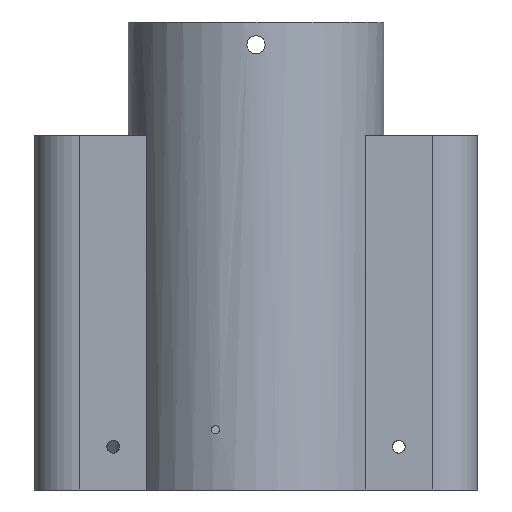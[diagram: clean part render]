
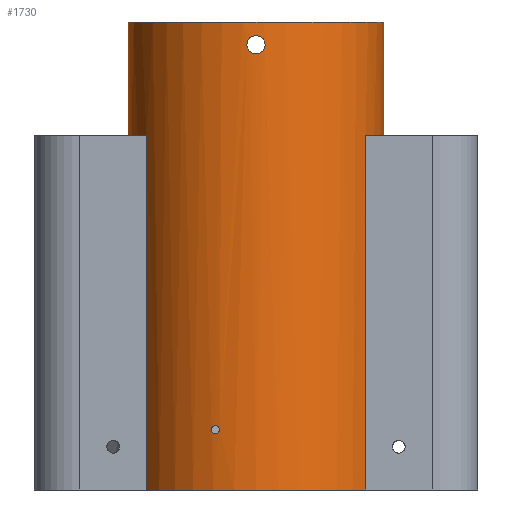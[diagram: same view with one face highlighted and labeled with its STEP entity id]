
A CAD part, front view. The second image highlights one B-rep face of the part: STEP entity #1730.
In plain terms, the highlighted cylindrical face has radius 28.15 mm (diameter 56.3 mm), a full revolution.
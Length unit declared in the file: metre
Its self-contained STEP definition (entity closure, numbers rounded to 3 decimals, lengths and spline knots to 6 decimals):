
#109=LINE('',#2877,#243);
#110=LINE('',#2879,#244);
#111=LINE('',#2883,#245);
#112=LINE('',#2884,#246);
#243=VECTOR('',#2163,1.);
#244=VECTOR('',#2164,1.);
#245=VECTOR('',#2167,1.);
#246=VECTOR('',#2168,1.);
#346=B_SPLINE_CURVE_WITH_KNOTS('',3,(#2839,#2840,#2841,#2842,#2843,#2844,
#2845,#2846,#2847,#2848,#2849),.UNSPECIFIED.,.T.,.F.,(1,1,1,1,1,1,1,1,1,
1,1,1,1,1,1),(-0.002167,-0.001445,-0.000722,
0.,0.000722,0.001445,0.002167,0.002889,
0.003611,0.004334,0.005056,0.005778,
0.0065,0.007223,0.007945),
 .UNSPECIFIED.);
#347=B_SPLINE_CURVE_WITH_KNOTS('',3,(#2851,#2852,#2853,#2854,#2855,#2856,
#2857,#2858,#2859,#2860,#2861),.UNSPECIFIED.,.T.,.F.,(1,1,1,1,1,1,1,1,1,
1,1,1,1,1,1),(-0.004691,-0.003127,-0.001564,
0.,0.001564,0.003127,0.004691,
0.006254,0.007818,0.009381,0.010945,
0.012508,0.014072,0.015635,0.017199),
 .UNSPECIFIED.);
#348=B_SPLINE_CURVE_WITH_KNOTS('',3,(#2863,#2864,#2865,#2866,#2867,#2868,
#2869,#2870,#2871,#2872,#2873),.UNSPECIFIED.,.T.,.F.,(1,1,1,1,1,1,1,1,1,
1,1,1,1,1,1),(-0.004691,-0.003127,-0.001564,
0.,0.001564,0.003127,0.004691,
0.006254,0.007818,0.009381,0.010945,
0.012508,0.014072,0.015635,0.017199),
 .UNSPECIFIED.);
#460=ORIENTED_EDGE('',*,*,#936,.T.);
#461=ORIENTED_EDGE('',*,*,#937,.T.);
#462=ORIENTED_EDGE('',*,*,#938,.T.);
#463=ORIENTED_EDGE('',*,*,#939,.F.);
#464=ORIENTED_EDGE('',*,*,#940,.F.);
#465=ORIENTED_EDGE('',*,*,#867,.T.);
#466=ORIENTED_EDGE('',*,*,#941,.T.);
#467=ORIENTED_EDGE('',*,*,#942,.T.);
#468=ORIENTED_EDGE('',*,*,#943,.F.);
#469=ORIENTED_EDGE('',*,*,#873,.T.);
#470=ORIENTED_EDGE('',*,*,#944,.T.);
#471=ORIENTED_EDGE('',*,*,#945,.T.);
#867=EDGE_CURVE('',#1109,#1108,#1269,.T.);
#873=EDGE_CURVE('',#1115,#1114,#1272,.T.);
#936=EDGE_CURVE('',#1175,#1175,#346,.T.);
#937=EDGE_CURVE('',#1176,#1176,#347,.T.);
#938=EDGE_CURVE('',#1177,#1177,#348,.T.);
#939=EDGE_CURVE('',#1178,#1178,#1301,.T.);
#940=EDGE_CURVE('',#1109,#1179,#109,.T.);
#941=EDGE_CURVE('',#1108,#1180,#110,.T.);
#942=EDGE_CURVE('',#1180,#1181,#1302,.T.);
#943=EDGE_CURVE('',#1115,#1181,#111,.T.);
#944=EDGE_CURVE('',#1114,#1182,#112,.T.);
#945=EDGE_CURVE('',#1182,#1179,#1303,.T.);
#1108=VERTEX_POINT('',#2686);
#1109=VERTEX_POINT('',#2688);
#1114=VERTEX_POINT('',#2698);
#1115=VERTEX_POINT('',#2700);
#1175=VERTEX_POINT('',#2850);
#1176=VERTEX_POINT('',#2862);
#1177=VERTEX_POINT('',#2874);
#1178=VERTEX_POINT('',#2876);
#1179=VERTEX_POINT('',#2878);
#1180=VERTEX_POINT('',#2880);
#1181=VERTEX_POINT('',#2882);
#1182=VERTEX_POINT('',#2885);
#1269=CIRCLE('',#1842,0.02815);
#1272=CIRCLE('',#1845,0.02815);
#1301=CIRCLE('',#1882,0.02815);
#1302=CIRCLE('',#1883,0.02815);
#1303=CIRCLE('',#1884,0.02815);
#1376=EDGE_LOOP('',(#460));
#1377=EDGE_LOOP('',(#461));
#1378=EDGE_LOOP('',(#462));
#1379=EDGE_LOOP('',(#463));
#1380=EDGE_LOOP('',(#464,#465,#466,#467,#468,#469,#470,#471));
#1546=FACE_BOUND('',#1376,.T.);
#1547=FACE_BOUND('',#1377,.T.);
#1548=FACE_BOUND('',#1378,.T.);
#1549=FACE_BOUND('',#1379,.T.);
#1550=FACE_BOUND('',#1380,.T.);
#1687=CYLINDRICAL_SURFACE('',#1881,0.02815);
#1730=ADVANCED_FACE('',(#1546,#1547,#1548,#1549,#1550),#1687,.T.);
#1842=AXIS2_PLACEMENT_3D('',#2687,#2049,#2050);
#1845=AXIS2_PLACEMENT_3D('',#2699,#2058,#2059);
#1881=AXIS2_PLACEMENT_3D('',#2838,#2159,#2160);
#1882=AXIS2_PLACEMENT_3D('',#2875,#2161,#2162);
#1883=AXIS2_PLACEMENT_3D('',#2881,#2165,#2166);
#1884=AXIS2_PLACEMENT_3D('',#2886,#2169,#2170);
#2049=DIRECTION('',(0.,0.,1.));
#2050=DIRECTION('',(1.,0.,0.));
#2058=DIRECTION('',(0.,0.,1.));
#2059=DIRECTION('',(1.,0.,0.));
#2159=DIRECTION('',(0.,0.,-1.));
#2160=DIRECTION('',(-1.,0.,0.));
#2161=DIRECTION('',(0.,0.,1.));
#2162=DIRECTION('',(1.,0.,0.));
#2163=DIRECTION('',(0.,0.,1.));
#2164=DIRECTION('',(0.,0.,1.));
#2165=DIRECTION('',(0.,0.,1.));
#2166=DIRECTION('',(1.,0.,0.));
#2167=DIRECTION('',(0.,0.,1.));
#2168=DIRECTION('',(0.,0.,1.));
#2169=DIRECTION('',(0.,0.,1.));
#2170=DIRECTION('',(-1.,0.,0.));
#2686=CARTESIAN_POINT('',(-0.024109,0.014532,0.036));
#2687=CARTESIAN_POINT('',(0.,0.,0.036));
#2688=CARTESIAN_POINT('',(0.024109,0.014532,0.036));
#2698=CARTESIAN_POINT('',(0.024109,-0.014532,0.036));
#2699=CARTESIAN_POINT('',(0.,0.,0.036));
#2700=CARTESIAN_POINT('',(-0.024109,-0.014532,0.036));
#2838=CARTESIAN_POINT('',(0.,0.,0.042));
#2839=CARTESIAN_POINT('',(-0.009615,-0.026459,0.04997));
#2840=CARTESIAN_POINT('',(-0.008927,-0.026701,0.05024));
#2841=CARTESIAN_POINT('',(-0.008233,-0.026921,0.049968));
#2842=CARTESIAN_POINT('',(-0.007921,-0.027012,0.049248));
#2843=CARTESIAN_POINT('',(-0.008237,-0.02692,0.048527));
#2844=CARTESIAN_POINT('',(-0.008934,-0.026699,0.04826));
#2845=CARTESIAN_POINT('',(-0.009618,-0.026458,0.048534));
#2846=CARTESIAN_POINT('',(-0.00993,-0.02634,0.049251));
#2847=CARTESIAN_POINT('',(-0.009615,-0.026459,0.04997));
#2848=CARTESIAN_POINT('',(-0.008927,-0.026701,0.05024));
#2849=CARTESIAN_POINT('',(-0.008233,-0.026921,0.049968));
#2850=CARTESIAN_POINT('',(-0.008926,-0.026697,0.05015));
#2851=CARTESIAN_POINT('',(-0.001569,0.028114,0.132434));
#2852=CARTESIAN_POINT('',(0.,0.028168,0.131783));
#2853=CARTESIAN_POINT('',(0.001567,0.028114,0.132434));
#2854=CARTESIAN_POINT('',(0.002216,0.028061,0.133998));
#2855=CARTESIAN_POINT('',(0.001568,0.028114,0.135567));
#2856=CARTESIAN_POINT('',(0.,0.028168,0.136216));
#2857=CARTESIAN_POINT('',(-0.001565,0.028115,0.135569));
#2858=CARTESIAN_POINT('',(-0.002216,0.028061,0.134002));
#2859=CARTESIAN_POINT('',(-0.001569,0.028114,0.132434));
#2860=CARTESIAN_POINT('',(0.,0.028168,0.131783));
#2861=CARTESIAN_POINT('',(0.001567,0.028114,0.132434));
#2862=CARTESIAN_POINT('',(0.,0.02815,0.132));
#2863=CARTESIAN_POINT('',(0.001569,-0.028114,0.132434));
#2864=CARTESIAN_POINT('',(0.,-0.028168,0.131783));
#2865=CARTESIAN_POINT('',(-0.001567,-0.028114,0.132434));
#2866=CARTESIAN_POINT('',(-0.002216,-0.028061,0.133998));
#2867=CARTESIAN_POINT('',(-0.001568,-0.028114,0.135567));
#2868=CARTESIAN_POINT('',(0.,-0.028168,0.136216));
#2869=CARTESIAN_POINT('',(0.001565,-0.028115,0.135569));
#2870=CARTESIAN_POINT('',(0.002216,-0.028061,0.134002));
#2871=CARTESIAN_POINT('',(0.001569,-0.028114,0.132434));
#2872=CARTESIAN_POINT('',(0.,-0.028168,0.131783));
#2873=CARTESIAN_POINT('',(-0.001567,-0.028114,0.132434));
#2874=CARTESIAN_POINT('',(0.,-0.02815,0.132));
#2875=CARTESIAN_POINT('',(0.,0.,0.139));
#2876=CARTESIAN_POINT('',(0.02815,0.,0.139));
#2877=CARTESIAN_POINT('',(0.024109,0.014532,0.035998));
#2878=CARTESIAN_POINT('',(0.024109,0.014532,0.114));
#2879=CARTESIAN_POINT('',(-0.024109,0.014532,0.035998));
#2880=CARTESIAN_POINT('',(-0.024109,0.014532,0.114));
#2881=CARTESIAN_POINT('',(0.,0.,0.114));
#2882=CARTESIAN_POINT('',(-0.024109,-0.014532,0.114));
#2883=CARTESIAN_POINT('',(-0.024109,-0.014532,0.035998));
#2884=CARTESIAN_POINT('',(0.024109,-0.014532,0.035998));
#2885=CARTESIAN_POINT('',(0.024109,-0.014532,0.114));
#2886=CARTESIAN_POINT('',(0.,0.,0.114));
